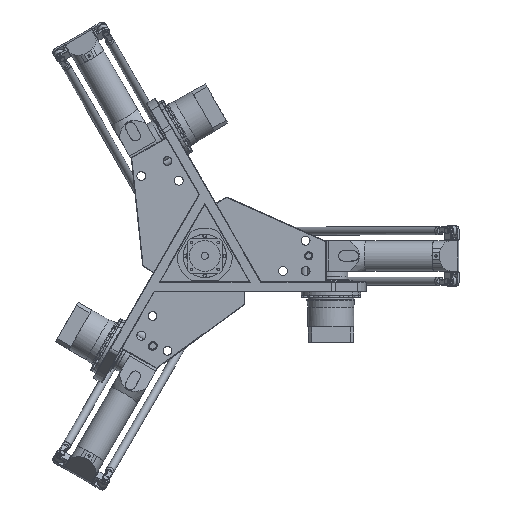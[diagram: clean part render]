
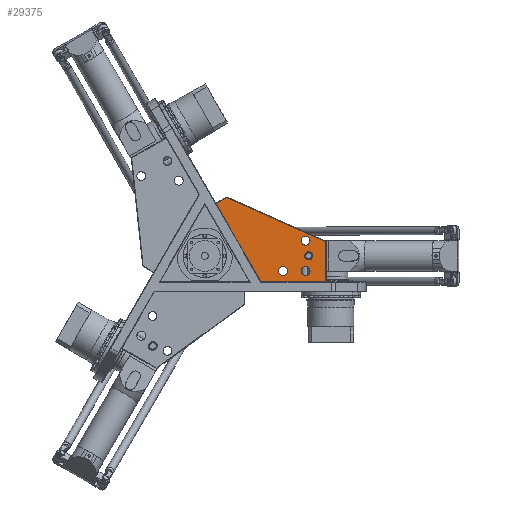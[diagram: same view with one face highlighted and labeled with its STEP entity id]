
A CAD part, top view. The second image highlights one B-rep face of the part: STEP entity #29375.
In plain terms, the highlighted planar face has unit normal (0, 0, 1).
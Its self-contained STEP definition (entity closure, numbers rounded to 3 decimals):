
#892=FACE_BOUND('',#6440,.T.);
#893=FACE_BOUND('',#6441,.T.);
#894=FACE_BOUND('',#6442,.T.);
#895=FACE_BOUND('',#6443,.T.);
#2146=CIRCLE('',#32193,8.);
#2147=CIRCLE('',#32196,8.75);
#2148=CIRCLE('',#32197,8.75);
#2149=CIRCLE('',#32198,8.75);
#4278=FACE_OUTER_BOUND('',#6439,.T.);
#6439=EDGE_LOOP('',(#23490,#23491,#23492,#23493,#23494));
#6440=EDGE_LOOP('',(#23495));
#6441=EDGE_LOOP('',(#23496));
#6442=EDGE_LOOP('',(#23497));
#6443=EDGE_LOOP('',(#23498));
#9123=LINE('',#54072,#11445);
#9124=LINE('',#54074,#11446);
#9125=LINE('',#54076,#11447);
#9126=LINE('',#54078,#11448);
#9127=LINE('',#54079,#11449);
#11445=VECTOR('',#38715,10.);
#11446=VECTOR('',#38716,10.);
#11447=VECTOR('',#38717,10.);
#11448=VECTOR('',#38718,10.);
#11449=VECTOR('',#38719,10.);
#13902=VERTEX_POINT('',#54066);
#13903=VERTEX_POINT('',#54070);
#13904=VERTEX_POINT('',#54071);
#13905=VERTEX_POINT('',#54073);
#13906=VERTEX_POINT('',#54075);
#13907=VERTEX_POINT('',#54077);
#13908=VERTEX_POINT('',#54080);
#13909=VERTEX_POINT('',#54082);
#13910=VERTEX_POINT('',#54084);
#17309=EDGE_CURVE('',#13902,#13902,#2146,.T.);
#17310=EDGE_CURVE('',#13903,#13904,#9123,.T.);
#17311=EDGE_CURVE('',#13905,#13903,#9124,.T.);
#17312=EDGE_CURVE('',#13906,#13905,#9125,.T.);
#17313=EDGE_CURVE('',#13906,#13907,#9126,.T.);
#17314=EDGE_CURVE('',#13907,#13904,#9127,.T.);
#17315=EDGE_CURVE('',#13908,#13908,#2147,.T.);
#17316=EDGE_CURVE('',#13909,#13909,#2148,.T.);
#17317=EDGE_CURVE('',#13910,#13910,#2149,.T.);
#23490=ORIENTED_EDGE('',*,*,#17310,.F.);
#23491=ORIENTED_EDGE('',*,*,#17311,.F.);
#23492=ORIENTED_EDGE('',*,*,#17312,.F.);
#23493=ORIENTED_EDGE('',*,*,#17313,.T.);
#23494=ORIENTED_EDGE('',*,*,#17314,.T.);
#23495=ORIENTED_EDGE('',*,*,#17315,.T.);
#23496=ORIENTED_EDGE('',*,*,#17316,.T.);
#23497=ORIENTED_EDGE('',*,*,#17317,.T.);
#23498=ORIENTED_EDGE('',*,*,#17309,.F.);
#27419=PLANE('',#32195);
#29375=ADVANCED_FACE('',(#4278,#892,#893,#894,#895),#27419,.T.);
#32193=AXIS2_PLACEMENT_3D('',#54067,#38709,#38710);
#32195=AXIS2_PLACEMENT_3D('',#54069,#38713,#38714);
#32196=AXIS2_PLACEMENT_3D('',#54081,#38720,#38721);
#32197=AXIS2_PLACEMENT_3D('',#54083,#38722,#38723);
#32198=AXIS2_PLACEMENT_3D('',#54085,#38724,#38725);
#38709=DIRECTION('center_axis',(0.,0.,
1.));
#38710=DIRECTION('ref_axis',(-1.,0.,0.));
#38713=DIRECTION('center_axis',(0.,0.,
1.));
#38714=DIRECTION('ref_axis',(-0.5,-0.866,0.));
#38715=DIRECTION('',(0.866,0.5,0.));
#38716=DIRECTION('',(-0.105,0.994,0.));
#38717=DIRECTION('',(-0.866,0.5,0.));
#38718=DIRECTION('',(0.5,0.866,0.));
#38719=DIRECTION('',(-0.5,0.866,0.));
#38720=DIRECTION('center_axis',(0.,0.,
-1.));
#38721=DIRECTION('ref_axis',(0.5,0.866,0.));
#38722=DIRECTION('center_axis',(0.,0.,
-1.));
#38723=DIRECTION('ref_axis',(0.5,0.866,0.));
#38724=DIRECTION('center_axis',(0.,0.,
-1.));
#38725=DIRECTION('ref_axis',(0.5,0.866,0.));
#54066=CARTESIAN_POINT('',(-95.,178.4,101.));
#54067=CARTESIAN_POINT('Origin',(-103.,178.4,101.));
#54069=CARTESIAN_POINT('Origin',(-89.807,105.227,101.));
#54070=CARTESIAN_POINT('',(-144.766,194.043,101.));
#54071=CARTESIAN_POINT('',(-76.047,233.718,101.));
#54072=CARTESIAN_POINT('',(-109.026,214.677,101.));
#54073=CARTESIAN_POINT('',(-122.099,-20.278,101.));
#54074=CARTESIAN_POINT('',(-139.852,147.575,101.));
#54075=CARTESIAN_POINT('',(-100.793,-32.579,101.));
#54076=CARTESIAN_POINT('',(-137.382,-11.454,101.));
#54077=CARTESIAN_POINT('',(-11.547,122.,101.));
#54078=CARTESIAN_POINT('',(-101.293,-33.445,101.));
#54079=CARTESIAN_POINT('',(-11.547,122.,101.));
#54080=CARTESIAN_POINT('',(-55.894,141.655,101.));
#54081=CARTESIAN_POINT('Origin',(-51.519,149.233,101.));
#54082=CARTESIAN_POINT('',(-130.355,150.627,101.));
#54083=CARTESIAN_POINT('Origin',(-125.98,158.204,101.));
#54084=CARTESIAN_POINT('',(-78.394,180.627,101.));
#54085=CARTESIAN_POINT('Origin',(-74.019,188.204,101.));
